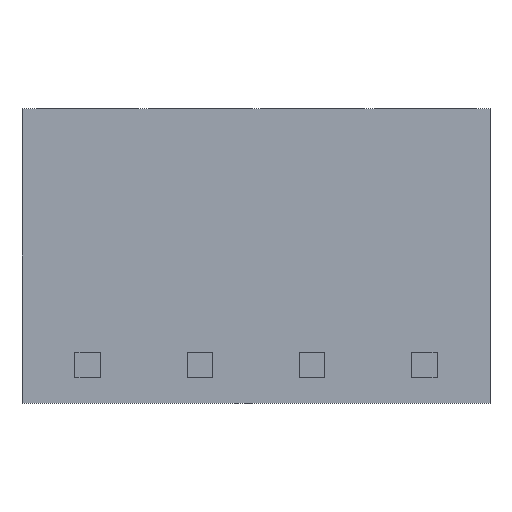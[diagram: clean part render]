
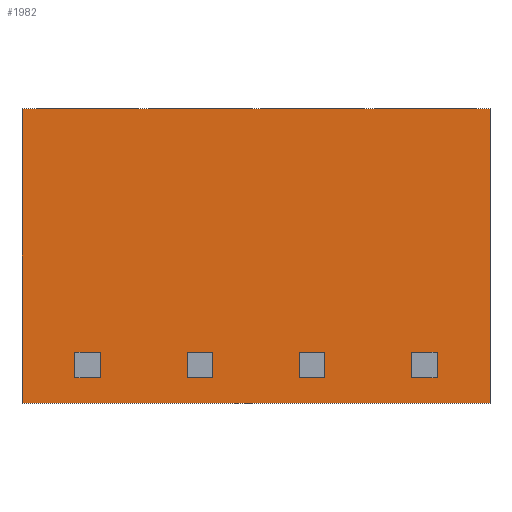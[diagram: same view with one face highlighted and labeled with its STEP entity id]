
A CAD part, front view. The second image highlights one B-rep face of the part: STEP entity #1982.
In plain terms, the highlighted planar face has unit normal (0, -1, 0).
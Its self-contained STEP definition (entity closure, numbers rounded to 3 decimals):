
#2=DIRECTION('',(-1.,0.,0.));
#3=VECTOR('',#2,14.6);
#4=CARTESIAN_POINT('',(7.3,-3.45,0.));
#5=LINE('',#4,#3);
#178=DIRECTION('',(0.,0.,1.));
#179=VECTOR('',#178,9.2);
#180=CARTESIAN_POINT('',(-7.3,-3.45,-9.2));
#181=LINE('',#180,#179);
#182=DIRECTION('',(0.,0.,-1.));
#183=VECTOR('',#182,0.8);
#184=CARTESIAN_POINT('',(-5.65,-3.45,-7.6));
#185=LINE('',#184,#183);
#186=DIRECTION('',(1.,0.,0.));
#187=VECTOR('',#186,0.8);
#188=CARTESIAN_POINT('',(-5.65,-3.45,-8.4));
#189=LINE('',#188,#187);
#190=DIRECTION('',(0.,0.,-1.));
#191=VECTOR('',#190,0.8);
#192=CARTESIAN_POINT('',(-4.85,-3.45,-7.6));
#193=LINE('',#192,#191);
#194=DIRECTION('',(1.,0.,0.));
#195=VECTOR('',#194,0.8);
#196=CARTESIAN_POINT('',(-5.65,-3.45,-7.6));
#197=LINE('',#196,#195);
#198=DIRECTION('',(0.,0.,-1.));
#199=VECTOR('',#198,0.8);
#200=CARTESIAN_POINT('',(-2.15,-3.45,-7.6));
#201=LINE('',#200,#199);
#202=DIRECTION('',(1.,0.,0.));
#203=VECTOR('',#202,0.8);
#204=CARTESIAN_POINT('',(-2.15,-3.45,-8.4));
#205=LINE('',#204,#203);
#206=DIRECTION('',(0.,0.,-1.));
#207=VECTOR('',#206,0.8);
#208=CARTESIAN_POINT('',(-1.35,-3.45,-7.6));
#209=LINE('',#208,#207);
#210=DIRECTION('',(1.,0.,0.));
#211=VECTOR('',#210,0.8);
#212=CARTESIAN_POINT('',(-2.15,-3.45,-7.6));
#213=LINE('',#212,#211);
#214=DIRECTION('',(0.,0.,-1.));
#215=VECTOR('',#214,0.8);
#216=CARTESIAN_POINT('',(1.35,-3.45,-7.6));
#217=LINE('',#216,#215);
#218=DIRECTION('',(1.,0.,0.));
#219=VECTOR('',#218,0.8);
#220=CARTESIAN_POINT('',(1.35,-3.45,-8.4));
#221=LINE('',#220,#219);
#222=DIRECTION('',(0.,0.,-1.));
#223=VECTOR('',#222,0.8);
#224=CARTESIAN_POINT('',(2.15,-3.45,-7.6));
#225=LINE('',#224,#223);
#226=DIRECTION('',(1.,0.,0.));
#227=VECTOR('',#226,0.8);
#228=CARTESIAN_POINT('',(1.35,-3.45,-7.6));
#229=LINE('',#228,#227);
#230=DIRECTION('',(0.,0.,-1.));
#231=VECTOR('',#230,0.8);
#232=CARTESIAN_POINT('',(4.85,-3.45,-7.6));
#233=LINE('',#232,#231);
#234=DIRECTION('',(1.,0.,0.));
#235=VECTOR('',#234,0.8);
#236=CARTESIAN_POINT('',(4.85,-3.45,-8.4));
#237=LINE('',#236,#235);
#238=DIRECTION('',(0.,0.,-1.));
#239=VECTOR('',#238,0.8);
#240=CARTESIAN_POINT('',(5.65,-3.45,-7.6));
#241=LINE('',#240,#239);
#242=DIRECTION('',(1.,0.,0.));
#243=VECTOR('',#242,0.8);
#244=CARTESIAN_POINT('',(4.85,-3.45,-7.6));
#245=LINE('',#244,#243);
#251=DIRECTION('',(0.,0.,1.));
#252=VECTOR('',#251,9.2);
#253=CARTESIAN_POINT('',(7.3,-3.45,-9.2));
#254=LINE('',#253,#252);
#280=DIRECTION('',(-1.,0.,0.));
#281=VECTOR('',#280,14.6);
#282=CARTESIAN_POINT('',(7.3,-3.45,-9.2));
#283=LINE('',#282,#281);
#1356=CARTESIAN_POINT('',(-7.3,-3.45,0.));
#1358=VERTEX_POINT('',#1356);
#1362=CARTESIAN_POINT('',(7.3,-3.45,0.));
#1363=VERTEX_POINT('',#1362);
#1364=CARTESIAN_POINT('',(7.3,-3.45,-9.2));
#1365=CARTESIAN_POINT('',(-7.3,-3.45,-9.2));
#1366=VERTEX_POINT('',#1364);
#1367=VERTEX_POINT('',#1365);
#1472=CARTESIAN_POINT('',(-5.65,-3.45,-7.6));
#1473=CARTESIAN_POINT('',(-5.65,-3.45,-8.4));
#1474=VERTEX_POINT('',#1472);
#1475=VERTEX_POINT('',#1473);
#1476=CARTESIAN_POINT('',(-4.85,-3.45,-7.6));
#1477=CARTESIAN_POINT('',(-4.85,-3.45,-8.4));
#1478=VERTEX_POINT('',#1476);
#1479=VERTEX_POINT('',#1477);
#1546=CARTESIAN_POINT('',(-2.15,-3.45,-7.6));
#1547=VERTEX_POINT('',#1546);
#1548=CARTESIAN_POINT('',(-2.15,-3.45,-8.4));
#1549=VERTEX_POINT('',#1548);
#1554=CARTESIAN_POINT('',(-1.35,-3.45,-7.6));
#1555=VERTEX_POINT('',#1554);
#1556=CARTESIAN_POINT('',(-1.35,-3.45,-8.4));
#1557=VERTEX_POINT('',#1556);
#1618=CARTESIAN_POINT('',(1.35,-3.45,-7.6));
#1619=VERTEX_POINT('',#1618);
#1620=CARTESIAN_POINT('',(1.35,-3.45,-8.4));
#1621=VERTEX_POINT('',#1620);
#1626=CARTESIAN_POINT('',(2.15,-3.45,-7.6));
#1627=VERTEX_POINT('',#1626);
#1628=CARTESIAN_POINT('',(2.15,-3.45,-8.4));
#1629=VERTEX_POINT('',#1628);
#1688=CARTESIAN_POINT('',(4.85,-3.45,-7.6));
#1689=VERTEX_POINT('',#1688);
#1690=CARTESIAN_POINT('',(4.85,-3.45,-8.4));
#1691=VERTEX_POINT('',#1690);
#1696=CARTESIAN_POINT('',(5.65,-3.45,-7.6));
#1697=VERTEX_POINT('',#1696);
#1698=CARTESIAN_POINT('',(5.65,-3.45,-8.4));
#1699=VERTEX_POINT('',#1698);
#1928=CARTESIAN_POINT('',(-7.3,-3.45,0.));
#1929=DIRECTION('',(0.,-1.,0.));
#1930=DIRECTION('',(1.,0.,0.));
#1931=AXIS2_PLACEMENT_3D('',#1928,#1929,#1930);
#1932=PLANE('',#1931);
#1933=ORIENTED_EDGE('',*,*,#1797,.F.);
#1935=ORIENTED_EDGE('',*,*,#1934,.F.);
#1937=ORIENTED_EDGE('',*,*,#1936,.T.);
#1939=ORIENTED_EDGE('',*,*,#1938,.T.);
#1940=EDGE_LOOP('',(#1933,#1935,#1937,#1939));
#1941=FACE_OUTER_BOUND('',#1940,.F.);
#1943=ORIENTED_EDGE('',*,*,#1942,.T.);
#1945=ORIENTED_EDGE('',*,*,#1944,.T.);
#1947=ORIENTED_EDGE('',*,*,#1946,.F.);
#1949=ORIENTED_EDGE('',*,*,#1948,.F.);
#1950=EDGE_LOOP('',(#1943,#1945,#1947,#1949));
#1951=FACE_BOUND('',#1950,.F.);
#1953=ORIENTED_EDGE('',*,*,#1952,.T.);
#1955=ORIENTED_EDGE('',*,*,#1954,.T.);
#1957=ORIENTED_EDGE('',*,*,#1956,.F.);
#1959=ORIENTED_EDGE('',*,*,#1958,.F.);
#1960=EDGE_LOOP('',(#1953,#1955,#1957,#1959));
#1961=FACE_BOUND('',#1960,.F.);
#1963=ORIENTED_EDGE('',*,*,#1962,.T.);
#1965=ORIENTED_EDGE('',*,*,#1964,.T.);
#1967=ORIENTED_EDGE('',*,*,#1966,.F.);
#1969=ORIENTED_EDGE('',*,*,#1968,.F.);
#1970=EDGE_LOOP('',(#1963,#1965,#1967,#1969));
#1971=FACE_BOUND('',#1970,.F.);
#1973=ORIENTED_EDGE('',*,*,#1972,.T.);
#1975=ORIENTED_EDGE('',*,*,#1974,.T.);
#1977=ORIENTED_EDGE('',*,*,#1976,.F.);
#1979=ORIENTED_EDGE('',*,*,#1978,.F.);
#1980=EDGE_LOOP('',(#1973,#1975,#1977,#1979));
#1981=FACE_BOUND('',#1980,.F.);
#1797=EDGE_CURVE('',#1363,#1358,#5,.T.);
#1934=EDGE_CURVE('',#1366,#1363,#254,.T.);
#1936=EDGE_CURVE('',#1366,#1367,#283,.T.);
#1938=EDGE_CURVE('',#1367,#1358,#181,.T.);
#1942=EDGE_CURVE('',#1474,#1475,#185,.T.);
#1944=EDGE_CURVE('',#1475,#1479,#189,.T.);
#1946=EDGE_CURVE('',#1478,#1479,#193,.T.);
#1948=EDGE_CURVE('',#1474,#1478,#197,.T.);
#1952=EDGE_CURVE('',#1547,#1549,#201,.T.);
#1954=EDGE_CURVE('',#1549,#1557,#205,.T.);
#1956=EDGE_CURVE('',#1555,#1557,#209,.T.);
#1958=EDGE_CURVE('',#1547,#1555,#213,.T.);
#1962=EDGE_CURVE('',#1619,#1621,#217,.T.);
#1964=EDGE_CURVE('',#1621,#1629,#221,.T.);
#1966=EDGE_CURVE('',#1627,#1629,#225,.T.);
#1968=EDGE_CURVE('',#1619,#1627,#229,.T.);
#1972=EDGE_CURVE('',#1689,#1691,#233,.T.);
#1974=EDGE_CURVE('',#1691,#1699,#237,.T.);
#1976=EDGE_CURVE('',#1697,#1699,#241,.T.);
#1978=EDGE_CURVE('',#1689,#1697,#245,.T.);
#1982=ADVANCED_FACE('',(#1941,#1951,#1961,#1971,#1981),#1932,.T.);
